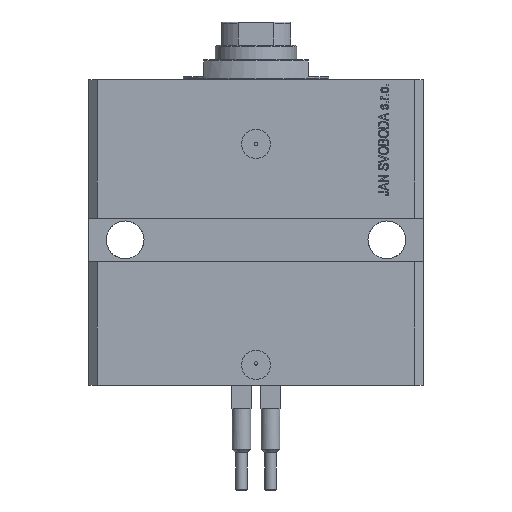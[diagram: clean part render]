
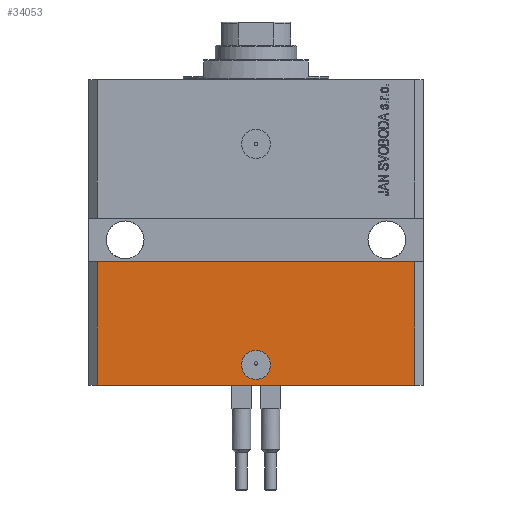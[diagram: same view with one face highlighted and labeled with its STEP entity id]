
A CAD part, front view. The second image highlights one B-rep face of the part: STEP entity #34053.
In plain terms, the highlighted planar face has unit normal (0, -1, 0).
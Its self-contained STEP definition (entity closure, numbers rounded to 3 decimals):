
#345 = VECTOR ( 'NONE', #6707, 1000. ) ;
#815 = VERTEX_POINT ( 'NONE', #28225 ) ;
#2226 = ORIENTED_EDGE ( 'NONE', *, *, #45346, .F. ) ;
#2546 = DIRECTION ( 'NONE',  ( 0., 0., 1. ) ) ;
#2724 = CARTESIAN_POINT ( 'NONE',  ( -54.5, -45., -62.5 ) ) ;
#4050 = CARTESIAN_POINT ( 'NONE',  ( -5., -45., -98. ) ) ;
#4123 = DIRECTION ( 'NONE',  ( 0., -1., 0. ) ) ;
#5550 = ORIENTED_EDGE ( 'NONE', *, *, #38391, .F. ) ;
#6111 = AXIS2_PLACEMENT_3D ( 'NONE', #27197, #42661, #23408 ) ;
#6275 = ORIENTED_EDGE ( 'NONE', *, *, #20244, .T. ) ;
#6707 = DIRECTION ( 'NONE',  ( 0., 0., 1. ) ) ;
#7637 = AXIS2_PLACEMENT_3D ( 'NONE', #11716, #4123, #26633 ) ;
#7817 = VECTOR ( 'NONE', #17057, 1000. ) ;
#8761 = AXIS2_PLACEMENT_3D ( 'NONE', #14119, #29537, #10818 ) ;
#10166 = CARTESIAN_POINT ( 'NONE',  ( -54.5, -45., -105. ) ) ;
#10808 = EDGE_CURVE ( 'NONE', #16083, #36633, #24687, .T. ) ;
#10818 = DIRECTION ( 'NONE',  ( 1., 0., 0. ) ) ;
#10969 = FACE_OUTER_BOUND ( 'NONE', #42746, .T. ) ;
#11716 = CARTESIAN_POINT ( 'NONE',  ( -54.5, -45., -105. ) ) ;
#13467 = CARTESIAN_POINT ( 'NONE',  ( 54.5, -45., -62.5 ) ) ;
#14119 = CARTESIAN_POINT ( 'NONE',  ( 0., -45., -98. ) ) ;
#14920 = CARTESIAN_POINT ( 'NONE',  ( 54.5, -45., -105. ) ) ;
#16083 = VERTEX_POINT ( 'NONE', #28851 ) ;
#17057 = DIRECTION ( 'NONE',  ( 1., 0., 0. ) ) ;
#17461 = ORIENTED_EDGE ( 'NONE', *, *, #30166, .T. ) ;
#18470 = VERTEX_POINT ( 'NONE', #2724 ) ;
#20244 = EDGE_CURVE ( 'NONE', #815, #50061, #37691, .T. ) ;
#23408 = DIRECTION ( 'NONE',  ( 1., 0., 0. ) ) ;
#24654 = CARTESIAN_POINT ( 'NONE',  ( -57.5, -45., -62.5 ) ) ;
#24687 = CIRCLE ( 'NONE', #6111, 5. ) ;
#25330 = DIRECTION ( 'NONE',  ( 1., 0., 0. ) ) ;
#26305 = VERTEX_POINT ( 'NONE', #43972 ) ;
#26385 = PLANE ( 'NONE',  #7637 ) ;
#26633 = DIRECTION ( 'NONE',  ( 1., 0., 0. ) ) ;
#27197 = CARTESIAN_POINT ( 'NONE',  ( 0., -45., -98. ) ) ;
#28225 = CARTESIAN_POINT ( 'NONE',  ( 54.5, -45., -105. ) ) ;
#28482 = EDGE_LOOP ( 'NONE', ( #46929, #2226 ) ) ;
#28851 = CARTESIAN_POINT ( 'NONE',  ( 5., -45., -98. ) ) ;
#29537 = DIRECTION ( 'NONE',  ( 0., -1., 0. ) ) ;
#30166 = EDGE_CURVE ( 'NONE', #26305, #815, #33664, .T. ) ;
#33038 = EDGE_CURVE ( 'NONE', #26305, #18470, #49698, .T. ) ;
#33664 = LINE ( 'NONE', #10166, #49569 ) ;
#34053 = ADVANCED_FACE ( 'NONE', ( #45639, #10969 ), #26385, .T. ) ;
#36633 = VERTEX_POINT ( 'NONE', #4050 ) ;
#37691 = LINE ( 'NONE', #14920, #49231 ) ;
#38391 = EDGE_CURVE ( 'NONE', #18470, #50061, #40354, .T. ) ;
#39037 = ORIENTED_EDGE ( 'NONE', *, *, #33038, .F. ) ;
#40354 = LINE ( 'NONE', #24654, #7817 ) ;
#42111 = CARTESIAN_POINT ( 'NONE',  ( -54.5, -45., -105. ) ) ;
#42661 = DIRECTION ( 'NONE',  ( 0., -1., 0. ) ) ;
#42746 = EDGE_LOOP ( 'NONE', ( #5550, #39037, #17461, #6275 ) ) ;
#43972 = CARTESIAN_POINT ( 'NONE',  ( -54.5, -45., -105. ) ) ;
#45346 = EDGE_CURVE ( 'NONE', #36633, #16083, #46714, .T. ) ;
#45639 = FACE_BOUND ( 'NONE', #28482, .T. ) ;
#46714 = CIRCLE ( 'NONE', #8761, 5. ) ;
#46929 = ORIENTED_EDGE ( 'NONE', *, *, #10808, .F. ) ;
#49231 = VECTOR ( 'NONE', #2546, 1000. ) ;
#49569 = VECTOR ( 'NONE', #25330, 1000. ) ;
#49698 = LINE ( 'NONE', #42111, #345 ) ;
#50061 = VERTEX_POINT ( 'NONE', #13467 ) ;
